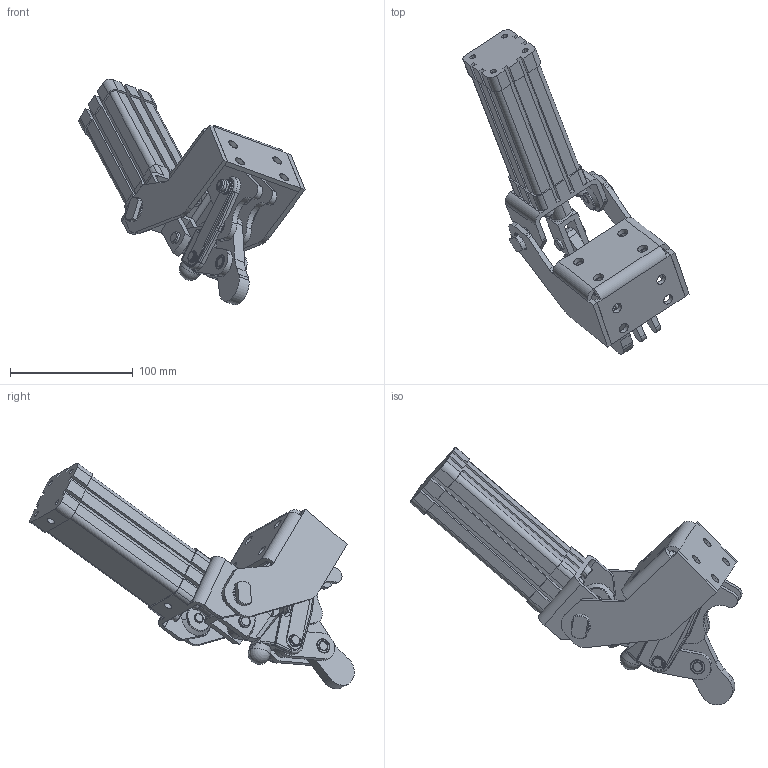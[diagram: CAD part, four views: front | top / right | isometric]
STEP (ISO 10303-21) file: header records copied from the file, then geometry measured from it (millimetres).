
FILE_DESCRIPTION((''),'2;1');
FILE_NAME('773.S-opened.stp','2005-09-28T13:31:22',('CAD'),(''),'Autodesk Inventor 8','Autodesk Inventor 8','');
FILE_SCHEMA(('AUTOMOTIVE_DESIGN { 1 0 10303 214 1 1 1 1 }'));
Length unit declared in the file: millimetre
Products named in the file (1): Part4
Bounding box: 184.65 x 264.93 x 184.3 mm (x, y, z)
Volume: 491711.2 mm3; surface area: 139625.4 mm2
Topology: 1 solids, 16 shells, 2762 faces, 7633 edges, 4928 vertices
Faces by surface type: plane 1586, cylinder 734, bspline 230, cone 187, torus 20, sphere 5
Entity records: 89912 total; most frequent: CARTESIAN_POINT 23210, ORIENTED_EDGE 15210, DIRECTION 13408, EDGE_CURVE 7605, AXIS2_PLACEMENT_3D 4957, VERTEX_POINT 4926, VECTOR 3494, LINE 3494
